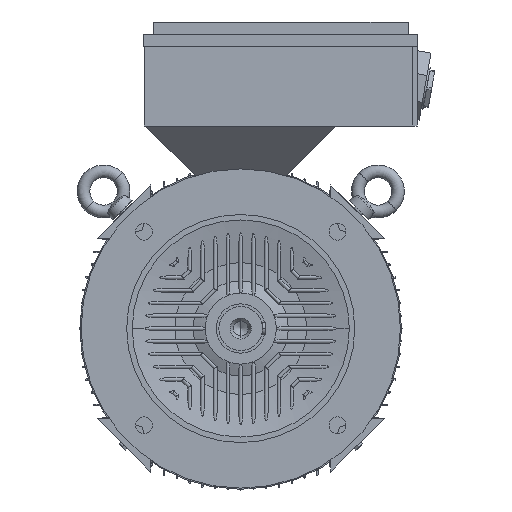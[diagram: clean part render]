
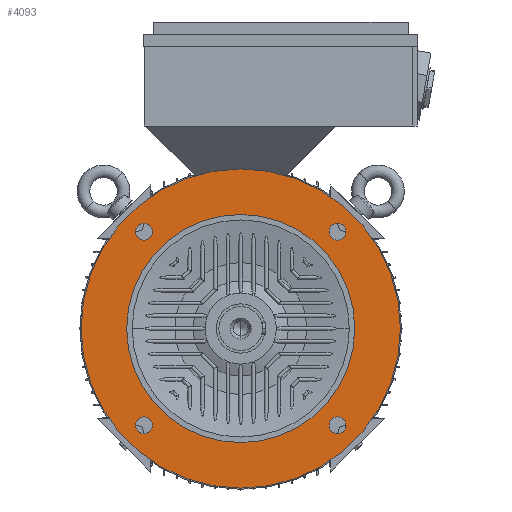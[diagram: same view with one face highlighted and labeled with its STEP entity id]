
A CAD part, left-side view. The second image highlights one B-rep face of the part: STEP entity #4093.
In plain terms, the highlighted planar face has unit normal (-1, 0, 0).
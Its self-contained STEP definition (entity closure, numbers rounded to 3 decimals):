
#4093=ADVANCED_FACE('',(#8252,#8253,#8254,#8255,#8256,#8257),#8258,.T.);
#8252=FACE_BOUND('',#12414,.T.);
#8253=FACE_BOUND('',#12415,.T.);
#8254=FACE_BOUND('',#12416,.T.);
#8255=FACE_BOUND('',#12417,.T.);
#8256=FACE_OUTER_BOUND('',#12418,.T.);
#8257=FACE_BOUND('',#12419,.T.);
#8258=PLANE('',#12420);
#12414=EDGE_LOOP('',(#25370,#25371));
#12415=EDGE_LOOP('',(#25372,#25373));
#12416=EDGE_LOOP('',(#25374,#25375));
#12417=EDGE_LOOP('',(#25376,#25377));
#12418=EDGE_LOOP('',(#25378,#25379));
#12419=EDGE_LOOP('',(#25380,#25381));
#12420=AXIS2_PLACEMENT_3D('',#25382,#25383,#25384);
#25370=ORIENTED_EDGE('',*,*,#30480,.T.);
#25371=ORIENTED_EDGE('',*,*,#25473,.T.);
#25372=ORIENTED_EDGE('',*,*,#30483,.T.);
#25373=ORIENTED_EDGE('',*,*,#25468,.T.);
#25374=ORIENTED_EDGE('',*,*,#30486,.T.);
#25375=ORIENTED_EDGE('',*,*,#25463,.T.);
#25376=ORIENTED_EDGE('',*,*,#30489,.T.);
#25377=ORIENTED_EDGE('',*,*,#25458,.T.);
#25378=ORIENTED_EDGE('',*,*,#25437,.F.);
#25379=ORIENTED_EDGE('',*,*,#30537,.F.);
#25380=ORIENTED_EDGE('',*,*,#25444,.T.);
#25381=ORIENTED_EDGE('',*,*,#30535,.T.);
#25382=CARTESIAN_POINT('',(-78.0,150.0,0.0));
#25383=DIRECTION('',(-1.0,0.0,0.0));
#25384=DIRECTION('',(0.0,-1.0,0.0));
#25437=EDGE_CURVE('',#30583,#30586,#30587,.T.);
#25444=EDGE_CURVE('',#30593,#30597,#30599,.T.);
#25458=EDGE_CURVE('',#30624,#30621,#30625,.T.);
#25463=EDGE_CURVE('',#30633,#30630,#30634,.T.);
#25468=EDGE_CURVE('',#30642,#30639,#30643,.T.);
#25473=EDGE_CURVE('',#30651,#30648,#30652,.T.);
#30480=EDGE_CURVE('',#30648,#30651,#38087,.T.);
#30483=EDGE_CURVE('',#30639,#30642,#38090,.T.);
#30486=EDGE_CURVE('',#30630,#30633,#38093,.T.);
#30489=EDGE_CURVE('',#30621,#30624,#38096,.T.);
#30535=EDGE_CURVE('',#30597,#30593,#38150,.T.);
#30537=EDGE_CURVE('',#30586,#30583,#38152,.T.);
#30583=VERTEX_POINT('',#38384);
#30586=VERTEX_POINT('',#38388);
#30587=CIRCLE('',#38389,175.0);
#30593=VERTEX_POINT('',#38396);
#30597=VERTEX_POINT('',#38401);
#30599=CIRCLE('',#38404,125.0);
#30621=VERTEX_POINT('',#38430);
#30624=VERTEX_POINT('',#38434);
#30625=CIRCLE('',#38435,9.25);
#30630=VERTEX_POINT('',#38441);
#30633=VERTEX_POINT('',#38445);
#30634=CIRCLE('',#38446,9.25);
#30639=VERTEX_POINT('',#38452);
#30642=VERTEX_POINT('',#38456);
#30643=CIRCLE('',#38457,9.25);
#30648=VERTEX_POINT('',#38463);
#30651=VERTEX_POINT('',#38467);
#30652=CIRCLE('',#38468,9.25);
#38087=CIRCLE('',#58777,9.25);
#38090=CIRCLE('',#58780,9.25);
#38093=CIRCLE('',#58783,9.25);
#38096=CIRCLE('',#58786,9.25);
#38150=CIRCLE('',#58860,125.0);
#38152=CIRCLE('',#58862,175.0);
#38384=CARTESIAN_POINT('',(-78.0,175.0,0.0));
#38388=CARTESIAN_POINT('',(-78.0,-175.0,0.));
#38389=AXIS2_PLACEMENT_3D('',#58910,#58911,#58912);
#38396=CARTESIAN_POINT('',(-78.0,125.0,0.0));
#38401=CARTESIAN_POINT('',(-78.0,-125.0,0.));
#38404=AXIS2_PLACEMENT_3D('',#58922,#58923,#58924);
#38430=CARTESIAN_POINT('',(-78.0,-112.607,112.607));
#38434=CARTESIAN_POINT('',(-78.0,-99.525,99.525));
#38435=AXIS2_PLACEMENT_3D('',#58945,#58946,#58947);
#38441=CARTESIAN_POINT('',(-78.0,112.607,112.607));
#38445=CARTESIAN_POINT('',(-78.0,99.525,99.525));
#38446=AXIS2_PLACEMENT_3D('',#58953,#58954,#58955);
#38452=CARTESIAN_POINT('',(-78.0,112.607,-112.607));
#38456=CARTESIAN_POINT('',(-78.0,99.525,-99.525));
#38457=AXIS2_PLACEMENT_3D('',#58961,#58962,#58963);
#38463=CARTESIAN_POINT('',(-78.0,-112.607,-112.607));
#38467=CARTESIAN_POINT('',(-78.0,-99.525,-99.525));
#38468=AXIS2_PLACEMENT_3D('',#58969,#58970,#58971);
#58777=AXIS2_PLACEMENT_3D('',#64033,#64034,#64035);
#58780=AXIS2_PLACEMENT_3D('',#64039,#64040,#64041);
#58783=AXIS2_PLACEMENT_3D('',#64045,#64046,#64047);
#58786=AXIS2_PLACEMENT_3D('',#64051,#64052,#64053);
#58860=AXIS2_PLACEMENT_3D('',#64083,#64084,#64085);
#58862=AXIS2_PLACEMENT_3D('',#64086,#64087,#64088);
#58910=CARTESIAN_POINT('',(-78.0,0.0,0.0));
#58911=DIRECTION('',(1.0,0.0,0.0));
#58912=DIRECTION('',(0.0,1.0,0.0));
#58922=CARTESIAN_POINT('',(-78.0,0.0,0.0));
#58923=DIRECTION('',(1.0,0.0,0.0));
#58924=DIRECTION('',(0.0,1.0,0.0));
#58945=CARTESIAN_POINT('',(-78.0,-106.066,106.066));
#58946=DIRECTION('',(1.0,0.0,-0.0));
#58947=DIRECTION('',(0.0,-0.707,0.707));
#58953=CARTESIAN_POINT('',(-78.0,106.066,106.066));
#58954=DIRECTION('',(1.0,0.0,-0.0));
#58955=DIRECTION('',(0.0,0.707,0.707));
#58961=CARTESIAN_POINT('',(-78.0,106.066,-106.066));
#58962=DIRECTION('',(1.0,-0.0,0.0));
#58963=DIRECTION('',(0.0,0.707,-0.707));
#58969=CARTESIAN_POINT('',(-78.0,-106.066,-106.066));
#58970=DIRECTION('',(1.0,0.0,0.0));
#58971=DIRECTION('',(0.0,-0.707,-0.707));
#64033=CARTESIAN_POINT('',(-78.0,-106.066,-106.066));
#64034=DIRECTION('',(1.0,0.0,0.0));
#64035=DIRECTION('',(0.0,-0.707,-0.707));
#64039=CARTESIAN_POINT('',(-78.0,106.066,-106.066));
#64040=DIRECTION('',(1.0,-0.0,0.0));
#64041=DIRECTION('',(0.0,0.707,-0.707));
#64045=CARTESIAN_POINT('',(-78.0,106.066,106.066));
#64046=DIRECTION('',(1.0,0.0,-0.0));
#64047=DIRECTION('',(0.0,0.707,0.707));
#64051=CARTESIAN_POINT('',(-78.0,-106.066,106.066));
#64052=DIRECTION('',(1.0,0.0,-0.0));
#64053=DIRECTION('',(0.0,-0.707,0.707));
#64083=CARTESIAN_POINT('',(-78.0,0.0,0.0));
#64084=DIRECTION('',(1.0,0.0,0.0));
#64085=DIRECTION('',(0.0,1.0,0.0));
#64086=CARTESIAN_POINT('',(-78.0,0.0,0.0));
#64087=DIRECTION('',(1.0,0.0,0.0));
#64088=DIRECTION('',(0.0,1.0,0.0));
